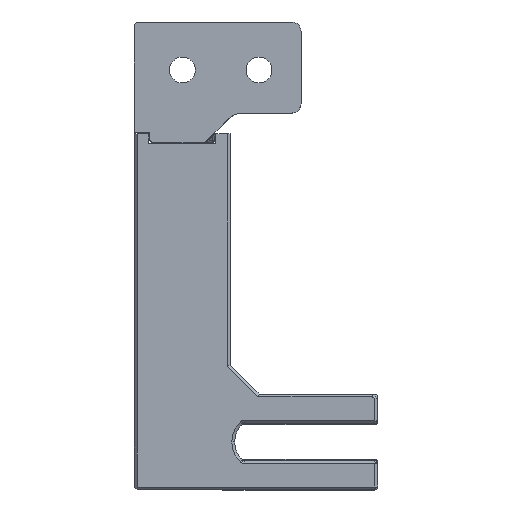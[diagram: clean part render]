
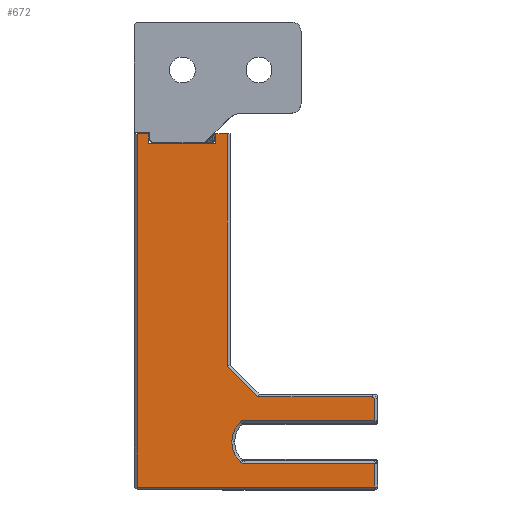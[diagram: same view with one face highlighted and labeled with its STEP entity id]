
A CAD part, top view. The second image highlights one B-rep face of the part: STEP entity #672.
In plain terms, the highlighted planar face has unit normal (0, 0, 1).
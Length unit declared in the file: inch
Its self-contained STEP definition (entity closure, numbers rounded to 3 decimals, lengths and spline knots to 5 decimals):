
#672=ADVANCED_FACE('',(#1400),#1401,.F.);
#1400=FACE_OUTER_BOUND('',#3808,.T.);
#1401=PLANE('',#3809);
#3808=EDGE_LOOP('',(#6080,#6081,#6082,#6083,#6084,#6085,#6086,#6087,#6088,#6089,#6090,#6091,#6092,#6093,#6094,#6095,#6096,#6097,#6098,#6099,#6100,#6101));
#3809=AXIS2_PLACEMENT_3D('',#6102,#6103,#6104);
#6080=ORIENTED_EDGE('',*,*,#7407,.F.);
#6081=ORIENTED_EDGE('',*,*,#6827,.F.);
#6082=ORIENTED_EDGE('',*,*,#6883,.F.);
#6083=ORIENTED_EDGE('',*,*,#7106,.F.);
#6084=ORIENTED_EDGE('',*,*,#7341,.F.);
#6085=ORIENTED_EDGE('',*,*,#7184,.F.);
#6086=ORIENTED_EDGE('',*,*,#7366,.F.);
#6087=ORIENTED_EDGE('',*,*,#7299,.F.);
#6088=ORIENTED_EDGE('',*,*,#6903,.F.);
#6089=ORIENTED_EDGE('',*,*,#6682,.F.);
#6090=ORIENTED_EDGE('',*,*,#7288,.F.);
#6091=ORIENTED_EDGE('',*,*,#7333,.F.);
#6092=ORIENTED_EDGE('',*,*,#7154,.F.);
#6093=ORIENTED_EDGE('',*,*,#7239,.F.);
#6094=ORIENTED_EDGE('',*,*,#7033,.F.);
#6095=ORIENTED_EDGE('',*,*,#7368,.F.);
#6096=ORIENTED_EDGE('',*,*,#7490,.F.);
#6097=ORIENTED_EDGE('',*,*,#7324,.F.);
#6098=ORIENTED_EDGE('',*,*,#6752,.T.);
#6099=ORIENTED_EDGE('',*,*,#7350,.T.);
#6100=ORIENTED_EDGE('',*,*,#7412,.T.);
#6101=ORIENTED_EDGE('',*,*,#7491,.F.);
#6102=CARTESIAN_POINT('',(-2.64275,-2.9055,-1.83858));
#6103=DIRECTION('',(0.0,0.0,-1.0));
#6104=DIRECTION('',(1.0,0.0,0.0));
#6682=EDGE_CURVE('',#7604,#7605,#7606,.T.);
#6752=EDGE_CURVE('',#7730,#7728,#7731,.T.);
#6827=EDGE_CURVE('',#7597,#7858,#7859,.T.);
#6883=EDGE_CURVE('',#7950,#7597,#7952,.T.);
#6903=EDGE_CURVE('',#7605,#7980,#7983,.T.);
#7033=EDGE_CURVE('',#8185,#8188,#8189,.T.);
#7106=EDGE_CURVE('',#8295,#7950,#8297,.T.);
#7154=EDGE_CURVE('',#8374,#8367,#8376,.T.);
#7184=EDGE_CURVE('',#8417,#8418,#8419,.T.);
#7239=EDGE_CURVE('',#8188,#8374,#8495,.T.);
#7288=EDGE_CURVE('',#8558,#7604,#8560,.T.);
#7299=EDGE_CURVE('',#7980,#8572,#8573,.T.);
#7324=EDGE_CURVE('',#7730,#8602,#8603,.T.);
#7333=EDGE_CURVE('',#8367,#8558,#8614,.T.);
#7341=EDGE_CURVE('',#8418,#8295,#8624,.T.);
#7350=EDGE_CURVE('',#7728,#8634,#8636,.T.);
#7366=EDGE_CURVE('',#8572,#8417,#8657,.T.);
#7368=EDGE_CURVE('',#8659,#8185,#8660,.T.);
#7407=EDGE_CURVE('',#7858,#8710,#8711,.T.);
#7412=EDGE_CURVE('',#8634,#8716,#8718,.T.);
#7490=EDGE_CURVE('',#8602,#8659,#8817,.T.);
#7491=EDGE_CURVE('',#8710,#8716,#8818,.T.);
#7597=VERTEX_POINT('',#8929);
#7604=VERTEX_POINT('',#8938);
#7605=VERTEX_POINT('',#8939);
#7606=LINE('',#8940,#8941);
#7728=VERTEX_POINT('',#9126);
#7730=VERTEX_POINT('',#9129);
#7731=LINE('',#9130,#9131);
#7858=VERTEX_POINT('',#9332);
#7859=LINE('',#9333,#9334);
#7950=VERTEX_POINT('',#9458);
#7952=LINE('',#9461,#9462);
#7980=VERTEX_POINT('',#9497);
#7983=CIRCLE('',#9501,0.04724);
#8185=VERTEX_POINT('',#9781);
#8188=VERTEX_POINT('',#9785);
#8189=LINE('',#9786,#9787);
#8295=VERTEX_POINT('',#9942);
#8297=CIRCLE('',#9945,0.04724);
#8367=VERTEX_POINT('',#10061);
#8374=VERTEX_POINT('',#10078);
#8376=ELLIPSE('',#10081,0.06819,0.03937);
#8417=VERTEX_POINT('',#10138);
#8418=VERTEX_POINT('',#10139);
#8419=CIRCLE('',#10140,0.22441);
#8495=LINE('',#10248,#10249);
#8558=VERTEX_POINT('',#10347);
#8560=LINE('',#10350,#10351);
#8572=VERTEX_POINT('',#10366);
#8573=CIRCLE('',#10367,0.04724);
#8602=VERTEX_POINT('',#10408);
#8603=LINE('',#10409,#10410);
#8614=ELLIPSE('',#10424,0.06819,0.03937);
#8624=CIRCLE('',#10444,0.04724);
#8634=VERTEX_POINT('',#10458);
#8636=LINE('',#10461,#10462);
#8657=CIRCLE('',#10493,0.22441);
#8659=VERTEX_POINT('',#10495);
#8660=LINE('',#10496,#10497);
#8710=VERTEX_POINT('',#10576);
#8711=LINE('',#10577,#10578);
#8716=VERTEX_POINT('',#10585);
#8718=LINE('',#10588,#10589);
#8817=LINE('',#10737,#10738);
#8818=LINE('',#10739,#10740);
#8929=CARTESIAN_POINT('',(0.95004,-3.22675,-1.83858));
#8938=CARTESIAN_POINT('',(0.95004,-2.87562,-1.83858));
#8939=CARTESIAN_POINT('',(-0.1226,-2.87562,-1.83858));
#8940=CARTESIAN_POINT('',(-1.73754,-2.87562,-1.83858));
#8941=VECTOR('',#10908,1.0);
#9126=CARTESIAN_POINT('',(-0.90552,-0.59932,-1.83858));
#9129=CARTESIAN_POINT('',(-0.35436,-0.59932,-1.83858));
#9130=CARTESIAN_POINT('',(-1.33387,-0.59932,-1.83858));
#9131=VECTOR('',#11004,1.0);
#9332=CARTESIAN_POINT('',(0.95004,-3.42126,-1.83858));
#9333=CARTESIAN_POINT('',(0.95004,-3.05764,-1.83858));
#9334=VECTOR('',#11110,1.0);
#9458=CARTESIAN_POINT('',(-0.1226,-3.22675,-1.83858));
#9461=CARTESIAN_POINT('',(-1.73754,-3.22675,-1.83858));
#9462=VECTOR('',#11186,1.0);
#9497=CARTESIAN_POINT('',(-0.14049,-2.87913,-1.83858));
#9501=AXIS2_PLACEMENT_3D('',#11216,#11217,#11218);
#9781=CARTESIAN_POINT('',(-0.25985,-2.43105,-1.83858));
#9785=CARTESIAN_POINT('',(-0.00979,-2.6811,-1.83858));
#9786=CARTESIAN_POINT('',(-0.67445,-2.01645,-1.83858));
#9787=VECTOR('',#11379,1.0);
#9942=CARTESIAN_POINT('',(-0.14049,-3.22323,-1.83858));
#9945=AXIS2_PLACEMENT_3D('',#11472,#11473,#11474);
#10061=CARTESIAN_POINT('',(0.94258,-2.68856,-1.83858));
#10078=CARTESIAN_POINT('',(0.9222,-2.6811,-1.83858));
#10081=AXIS2_PLACEMENT_3D('',#11537,#11538,#11539);
#10138=CARTESIAN_POINT('',(-0.22281,-3.05118,-1.83858));
#10139=CARTESIAN_POINT('',(-0.15572,-3.2132,-1.83858));
#10140=AXIS2_PLACEMENT_3D('',#11578,#11579,#11580);
#10248=CARTESIAN_POINT('',(-1.50371,-2.6811,-1.83858));
#10249=VECTOR('',#11649,1.0);
#10347=CARTESIAN_POINT('',(0.95004,-2.70894,-1.83858));
#10350=CARTESIAN_POINT('',(0.95004,-3.05764,-1.83858));
#10351=VECTOR('',#11697,1.0);
#10366=CARTESIAN_POINT('',(-0.15572,-2.88916,-1.83858));
#10367=AXIS2_PLACEMENT_3D('',#11710,#11711,#11712);
#10408=CARTESIAN_POINT('',(-0.35436,-0.52058,-1.83858));
#10409=CARTESIAN_POINT('',(-0.35436,-0.55995,-1.83858));
#10410=VECTOR('',#11737,1.0);
#10424=AXIS2_PLACEMENT_3D('',#11750,#11751,#11752);
#10444=AXIS2_PLACEMENT_3D('',#11763,#11764,#11765);
#10458=CARTESIAN_POINT('',(-0.90552,-0.52058,-1.83858));
#10461=CARTESIAN_POINT('',(-0.90552,-0.55995,-1.83858));
#10462=VECTOR('',#11771,1.0);
#10493=AXIS2_PLACEMENT_3D('',#11782,#11783,#11784);
#10495=CARTESIAN_POINT('',(-0.25985,-0.52058,-1.83858));
#10496=CARTESIAN_POINT('',(-0.25985,-2.2403,-1.83858));
#10497=VECTOR('',#11785,1.0);
#10576=CARTESIAN_POINT('',(-1.00001,-3.42126,-1.83858));
#10577=CARTESIAN_POINT('',(-1.50371,-3.42126,-1.83858));
#10578=VECTOR('',#11818,1.0);
#10585=CARTESIAN_POINT('',(-1.00001,-0.52058,-1.83858));
#10588=CARTESIAN_POINT('',(-0.96458,-0.52058,-1.83858));
#10589=VECTOR('',#11822,1.0);
#10737=CARTESIAN_POINT('',(-0.29528,-0.52058,-1.83858));
#10738=VECTOR('',#11909,1.0);
#10739=CARTESIAN_POINT('',(-1.00001,-2.2403,-1.83858));
#10740=VECTOR('',#11910,1.0);
#10908=DIRECTION('',(-1.0,0.0,0.0));
#11004=DIRECTION('',(-1.0,0.0,0.0));
#11110=DIRECTION('',(0.0,-1.0,0.0));
#11186=DIRECTION('',(1.0,0.0,0.0));
#11216=CARTESIAN_POINT('',(-0.1226,-2.92286,-1.83858));
#11217=DIRECTION('',(0.0,0.0,1.0));
#11218=DIRECTION('',(-0.379,0.926,0.0));
#11379=DIRECTION('',(0.707,-0.707,0.0));
#11472=CARTESIAN_POINT('',(-0.1226,-3.1795,-1.83858));
#11473=DIRECTION('',(0.0,0.0,1.0));
#11474=DIRECTION('',(-0.379,-0.926,0.0));
#11537=CARTESIAN_POINT('',(0.89436,-2.73678,-1.83858));
#11538=DIRECTION('',(0.0,0.0,-1.0));
#11539=DIRECTION('',(0.707,0.707,0.0));
#11578=CARTESIAN_POINT('',(0.00159,-3.05315,-1.83858));
#11579=DIRECTION('',(0.0,0.0,1.0));
#11580=DIRECTION('',(0.,-1.0,0.0));
#11649=DIRECTION('',(1.0,0.0,0.0));
#11697=DIRECTION('',(0.0,-1.0,0.0));
#11710=CARTESIAN_POINT('',(-0.1226,-2.92286,-1.83858));
#11711=DIRECTION('',(0.0,0.0,1.0));
#11712=DIRECTION('',(-0.379,0.926,0.0));
#11737=DIRECTION('',(0.0,1.0,0.0));
#11750=CARTESIAN_POINT('',(0.89436,-2.73678,-1.83858));
#11751=DIRECTION('',(0.0,0.0,-1.0));
#11752=DIRECTION('',(0.707,0.707,0.0));
#11763=CARTESIAN_POINT('',(-0.1226,-3.1795,-1.83858));
#11764=DIRECTION('',(0.0,0.0,1.0));
#11765=DIRECTION('',(-0.379,-0.926,0.0));
#11771=DIRECTION('',(0.0,1.0,0.0));
#11782=CARTESIAN_POINT('',(0.00159,-3.04921,-1.83858));
#11783=DIRECTION('',(0.0,-0.0,1.0));
#11784=DIRECTION('',(0.,1.0,0.0));
#11785=DIRECTION('',(0.0,-1.0,0.0));
#11818=DIRECTION('',(-1.0,0.0,0.0));
#11822=DIRECTION('',(-1.0,0.0,0.0));
#11909=DIRECTION('',(1.0,0.0,0.0));
#11910=DIRECTION('',(0.0,1.0,0.0));
